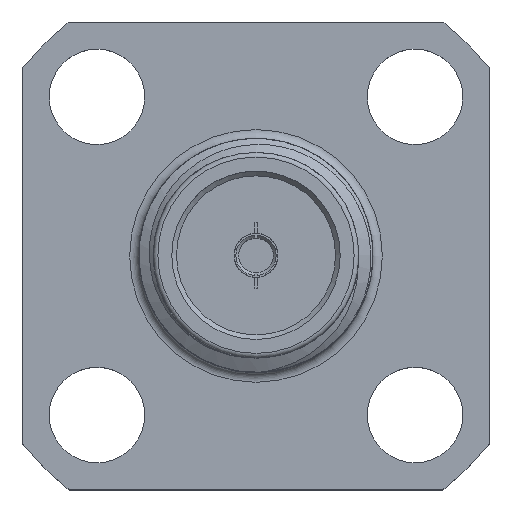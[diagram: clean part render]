
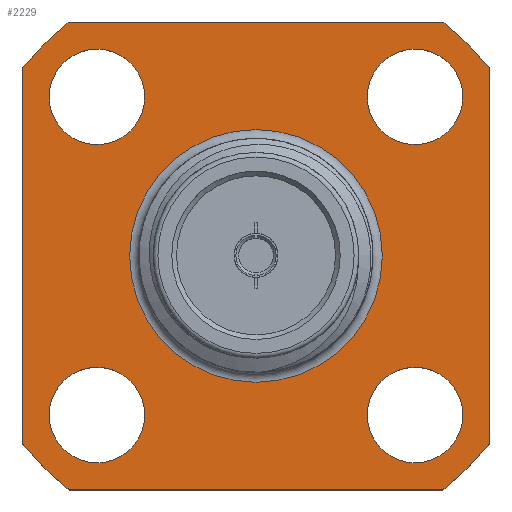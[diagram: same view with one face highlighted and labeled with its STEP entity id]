
A CAD part, top view. The second image highlights one B-rep face of the part: STEP entity #2229.
In plain terms, the highlighted planar face has unit normal (0, 0, 1).
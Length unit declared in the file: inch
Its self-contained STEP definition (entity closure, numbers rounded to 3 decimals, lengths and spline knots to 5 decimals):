
#88 = VERTEX_POINT ( 'NONE', #2867 ) ;
#101 = VERTEX_POINT ( 'NONE', #587 ) ;
#140 = ORIENTED_EDGE ( 'NONE', *, *, #1625, .F. ) ;
#149 = CARTESIAN_POINT ( 'NONE',  ( -0.17, -0.17, 0. ) ) ;
#170 = DIRECTION ( 'NONE',  ( 0., 0., 1. ) ) ;
#201 = DIRECTION ( 'NONE',  ( 1., 0., 0. ) ) ;
#212 = FACE_BOUND ( 'NONE', #5140, .T. ) ;
#272 = DIRECTION ( 'NONE',  ( 0., 0., -1. ) ) ;
#280 = VERTEX_POINT ( 'NONE', #3955 ) ;
#292 = AXIS2_PLACEMENT_3D ( 'NONE', #4655, #720, #4678 ) ;
#486 = CIRCLE ( 'NONE', #292, 0.32 ) ;
#543 = ORIENTED_EDGE ( 'NONE', *, *, #1698, .T. ) ;
#587 = CARTESIAN_POINT ( 'NONE',  ( -0.25, 0.19975, 0. ) ) ;
#674 = AXIS2_PLACEMENT_3D ( 'NONE', #1740, #4785, #1720 ) ;
#691 = DIRECTION ( 'NONE',  ( 1., 0., 0. ) ) ;
#720 = DIRECTION ( 'NONE',  ( 0., 0., -1. ) ) ;
#733 = EDGE_CURVE ( 'NONE', #101, #813, #2546, .T. ) ;
#772 = DIRECTION ( 'NONE',  ( 1., 0., 0. ) ) ;
#813 = VERTEX_POINT ( 'NONE', #3853 ) ;
#828 = ORIENTED_EDGE ( 'NONE', *, *, #5439, .F. ) ;
#838 = VERTEX_POINT ( 'NONE', #2992 ) ;
#847 = ORIENTED_EDGE ( 'NONE', *, *, #1512, .T. ) ;
#863 = CARTESIAN_POINT ( 'NONE',  ( 0.17, 0.17, 0. ) ) ;
#971 = CIRCLE ( 'NONE', #5631, 0.051 ) ;
#1053 = DIRECTION ( 'NONE',  ( 0., -1., 0. ) ) ;
#1127 = EDGE_LOOP ( 'NONE', ( #5216 ) ) ;
#1133 = AXIS2_PLACEMENT_3D ( 'NONE', #1979, #5043, #2828 ) ;
#1170 = FACE_BOUND ( 'NONE', #1259, .T. ) ;
#1175 = VERTEX_POINT ( 'NONE', #5541 ) ;
#1184 = VERTEX_POINT ( 'NONE', #1285 ) ;
#1259 = EDGE_LOOP ( 'NONE', ( #4210 ) ) ;
#1263 = EDGE_LOOP ( 'NONE', ( #5663 ) ) ;
#1273 = CARTESIAN_POINT ( 'NONE',  ( 0., 0., 0. ) ) ;
#1285 = CARTESIAN_POINT ( 'NONE',  ( 0.25, -0.19975, 0. ) ) ;
#1512 = EDGE_CURVE ( 'NONE', #280, #838, #1721, .T. ) ;
#1562 = ORIENTED_EDGE ( 'NONE', *, *, #5426, .T. ) ;
#1582 = VECTOR ( 'NONE', #4764, 39.37008 ) ;
#1625 = EDGE_CURVE ( 'NONE', #4341, #4341, #2876, .T. ) ;
#1649 = VERTEX_POINT ( 'NONE', #2836 ) ;
#1698 = EDGE_CURVE ( 'NONE', #88, #88, #5325, .T. ) ;
#1720 = DIRECTION ( 'NONE',  ( -1., 0., 0. ) ) ;
#1721 = LINE ( 'NONE', #2124, #1582 ) ;
#1738 = DIRECTION ( 'NONE',  ( 1., 0., 0. ) ) ;
#1740 = CARTESIAN_POINT ( 'NONE',  ( 0., 0., 0. ) ) ;
#1879 = VERTEX_POINT ( 'NONE', #5463 ) ;
#1979 = CARTESIAN_POINT ( 'NONE',  ( 0., 0., 0. ) ) ;
#1985 = CARTESIAN_POINT ( 'NONE',  ( 0., 0., 0. ) ) ;
#2028 = EDGE_CURVE ( 'NONE', #1649, #280, #3711, .T. ) ;
#2124 = CARTESIAN_POINT ( 'NONE',  ( -0.25, 0.25, 0. ) ) ;
#2130 = AXIS2_PLACEMENT_3D ( 'NONE', #2875, #3327, #691 ) ;
#2187 = EDGE_CURVE ( 'NONE', #2885, #2885, #971, .T. ) ;
#2229 = ADVANCED_FACE ( 'NONE', ( #3770, #212, #3493, #1170, #3360, #3913 ), #4363, .F. ) ;
#2315 = AXIS2_PLACEMENT_3D ( 'NONE', #1273, #5124, #772 ) ;
#2348 = CIRCLE ( 'NONE', #2130, 0.051 ) ;
#2480 = VERTEX_POINT ( 'NONE', #4965 ) ;
#2484 = LINE ( 'NONE', #5032, #5554 ) ;
#2521 = EDGE_CURVE ( 'NONE', #101, #838, #2871, .T. ) ;
#2528 = EDGE_LOOP ( 'NONE', ( #543 ) ) ;
#2546 = LINE ( 'NONE', #2818, #4786 ) ;
#2818 = CARTESIAN_POINT ( 'NONE',  ( -0.25, -0.25, 0. ) ) ;
#2828 = DIRECTION ( 'NONE',  ( -1., 0., 0. ) ) ;
#2836 = CARTESIAN_POINT ( 'NONE',  ( 0.25, 0.19975, 0. ) ) ;
#2867 = CARTESIAN_POINT ( 'NONE',  ( -0.135, 0., 0. ) ) ;
#2871 = CIRCLE ( 'NONE', #1133, 0.32 ) ;
#2875 = CARTESIAN_POINT ( 'NONE',  ( -0.17, 0.17, 0. ) ) ;
#2876 = CIRCLE ( 'NONE', #4137, 0.051 ) ;
#2885 = VERTEX_POINT ( 'NONE', #4157 ) ;
#2953 = EDGE_CURVE ( 'NONE', #1184, #1649, #3560, .T. ) ;
#2992 = CARTESIAN_POINT ( 'NONE',  ( -0.19975, 0.25, 0. ) ) ;
#3207 = ORIENTED_EDGE ( 'NONE', *, *, #733, .T. ) ;
#3221 = ORIENTED_EDGE ( 'NONE', *, *, #2953, .T. ) ;
#3233 = DIRECTION ( 'NONE',  ( 1., 0., 0. ) ) ;
#3270 = AXIS2_PLACEMENT_3D ( 'NONE', #1985, #272, #5081 ) ;
#3310 = CARTESIAN_POINT ( 'NONE',  ( 0.25, -0.25, 0. ) ) ;
#3327 = DIRECTION ( 'NONE',  ( 0., 0., 1. ) ) ;
#3360 = FACE_BOUND ( 'NONE', #1127, .T. ) ;
#3363 = DIRECTION ( 'NONE',  ( -1., 0., 0. ) ) ;
#3364 = DIRECTION ( 'NONE',  ( 0., 1., 0. ) ) ;
#3393 = DIRECTION ( 'NONE',  ( 0., 0., 1. ) ) ;
#3493 = FACE_BOUND ( 'NONE', #1263, .T. ) ;
#3560 = LINE ( 'NONE', #3310, #5068 ) ;
#3711 = CIRCLE ( 'NONE', #2315, 0.32 ) ;
#3720 = CIRCLE ( 'NONE', #4517, 0.051 ) ;
#3764 = DIRECTION ( 'NONE',  ( 1., 0., 0. ) ) ;
#3770 = FACE_BOUND ( 'NONE', #2528, .T. ) ;
#3771 = EDGE_LOOP ( 'NONE', ( #5670, #3207, #5626, #1562, #828, #3221, #4050, #847 ) ) ;
#3773 = CARTESIAN_POINT ( 'NONE',  ( -0.119, -0.17, 0. ) ) ;
#3853 = CARTESIAN_POINT ( 'NONE',  ( -0.25, -0.19975, 0. ) ) ;
#3855 = CIRCLE ( 'NONE', #3270, 0.32 ) ;
#3913 = FACE_OUTER_BOUND ( 'NONE', #3771, .T. ) ;
#3917 = DIRECTION ( 'NONE',  ( 0., 0., 1. ) ) ;
#3955 = CARTESIAN_POINT ( 'NONE',  ( 0.19975, 0.25, 0. ) ) ;
#4050 = ORIENTED_EDGE ( 'NONE', *, *, #2028, .T. ) ;
#4137 = AXIS2_PLACEMENT_3D ( 'NONE', #149, #170, #3233 ) ;
#4157 = CARTESIAN_POINT ( 'NONE',  ( 0.221, 0.17, 0. ) ) ;
#4199 = EDGE_CURVE ( 'NONE', #1175, #1175, #3720, .T. ) ;
#4210 = ORIENTED_EDGE ( 'NONE', *, *, #2187, .F. ) ;
#4243 = DIRECTION ( 'NONE',  ( 0., 0., -1. ) ) ;
#4341 = VERTEX_POINT ( 'NONE', #3773 ) ;
#4359 = EDGE_CURVE ( 'NONE', #5072, #813, #486, .T. ) ;
#4363 = PLANE ( 'NONE',  #674 ) ;
#4517 = AXIS2_PLACEMENT_3D ( 'NONE', #5084, #3393, #3764 ) ;
#4652 = CARTESIAN_POINT ( 'NONE',  ( 0., 0., 0. ) ) ;
#4655 = CARTESIAN_POINT ( 'NONE',  ( 0., 0., 0. ) ) ;
#4678 = DIRECTION ( 'NONE',  ( -1., 0., 0. ) ) ;
#4764 = DIRECTION ( 'NONE',  ( -1., 0., 0. ) ) ;
#4785 = DIRECTION ( 'NONE',  ( 0., 0., -1. ) ) ;
#4786 = VECTOR ( 'NONE', #1053, 39.37008 ) ;
#4799 = EDGE_CURVE ( 'NONE', #1879, #1879, #2348, .T. ) ;
#4943 = CARTESIAN_POINT ( 'NONE',  ( -0.19975, -0.25, 0. ) ) ;
#4965 = CARTESIAN_POINT ( 'NONE',  ( 0.19975, -0.25, 0. ) ) ;
#5032 = CARTESIAN_POINT ( 'NONE',  ( -0.25, -0.25, 0. ) ) ;
#5043 = DIRECTION ( 'NONE',  ( 0., 0., -1. ) ) ;
#5068 = VECTOR ( 'NONE', #3364, 39.37008 ) ;
#5072 = VERTEX_POINT ( 'NONE', #4943 ) ;
#5081 = DIRECTION ( 'NONE',  ( -1., 0., 0. ) ) ;
#5084 = CARTESIAN_POINT ( 'NONE',  ( 0.17, -0.17, 0. ) ) ;
#5124 = DIRECTION ( 'NONE',  ( 0., 0., 1. ) ) ;
#5140 = EDGE_LOOP ( 'NONE', ( #140 ) ) ;
#5216 = ORIENTED_EDGE ( 'NONE', *, *, #4799, .F. ) ;
#5289 = AXIS2_PLACEMENT_3D ( 'NONE', #4652, #4243, #3363 ) ;
#5325 = CIRCLE ( 'NONE', #5289, 0.135 ) ;
#5426 = EDGE_CURVE ( 'NONE', #5072, #2480, #2484, .T. ) ;
#5439 = EDGE_CURVE ( 'NONE', #1184, #2480, #3855, .T. ) ;
#5463 = CARTESIAN_POINT ( 'NONE',  ( -0.119, 0.17, 0. ) ) ;
#5541 = CARTESIAN_POINT ( 'NONE',  ( 0.221, -0.17, 0. ) ) ;
#5554 = VECTOR ( 'NONE', #201, 39.37008 ) ;
#5626 = ORIENTED_EDGE ( 'NONE', *, *, #4359, .F. ) ;
#5631 = AXIS2_PLACEMENT_3D ( 'NONE', #863, #3917, #1738 ) ;
#5663 = ORIENTED_EDGE ( 'NONE', *, *, #4199, .F. ) ;
#5670 = ORIENTED_EDGE ( 'NONE', *, *, #2521, .F. ) ;
